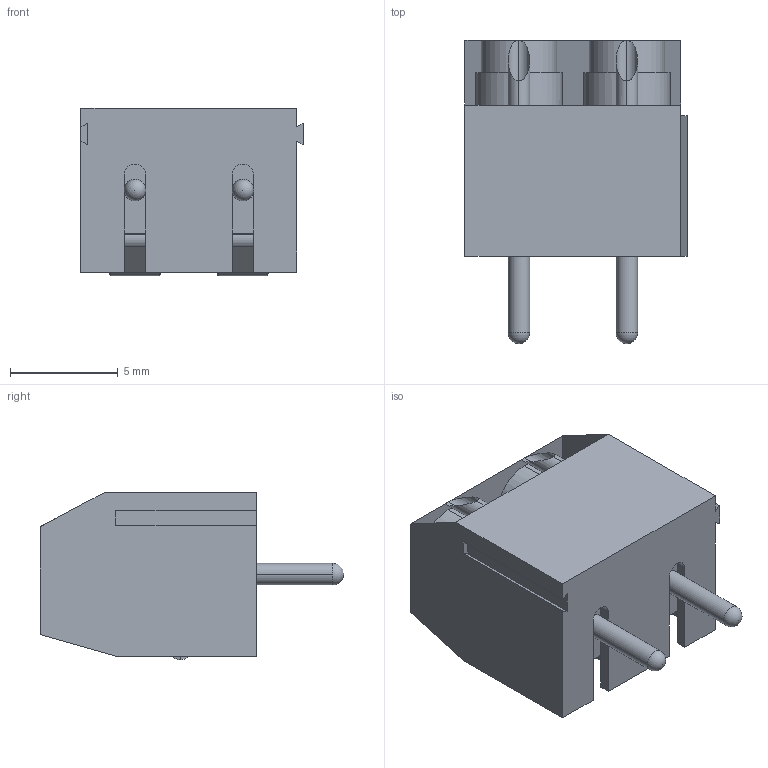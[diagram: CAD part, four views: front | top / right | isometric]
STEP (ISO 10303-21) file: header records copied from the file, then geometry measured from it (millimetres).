
FILE_DESCRIPTION (( 'STEP AP203' ), '1' );
FILE_NAME ('2 pins.STEP', '2019-03-29T20:12:41', ( '' ), ( '' ), 'SwSTEP 2.0', 'SolidWorks 2018', '' );
FILE_SCHEMA (( 'CONFIG_CONTROL_DESIGN' ));
Length unit declared in the file: millimetre
Products named in the file (4): Screw; Inner; 2 pins; terminal_2 pins
Assembly tree (5 placements, depth 2):
  2 pins
    terminal_2 pins
    Inner  x2
    Screw  x2
Bounding box: 10.29 x 14.05 x 7.77 mm (x, y, z)
Volume: 495.1 mm3; surface area: 1364.7 mm2
Topology: 5 solids, 5 shells, 322 faces, 808 edges, 479 vertices
Faces by surface type: plane 118, cylinder 94, bspline 56, torus 26, sphere 22, cone 6
Entity records: 6572 total; most frequent: CARTESIAN_POINT 1882, ORIENTED_EDGE 920, DIRECTION 854, EDGE_CURVE 460, AXIS2_PLACEMENT_3D 311, VERTEX_POINT 283, LINE 232, VECTOR 232
